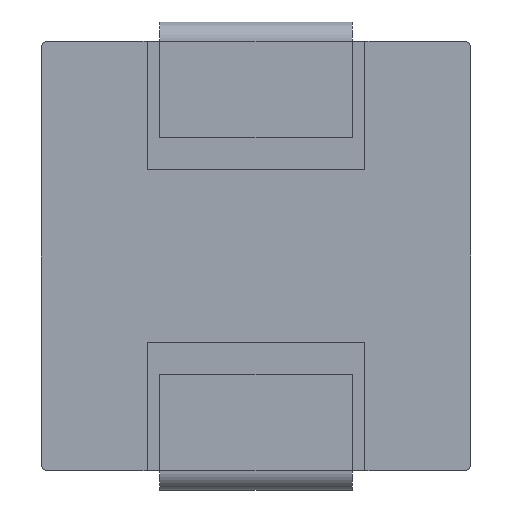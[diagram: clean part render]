
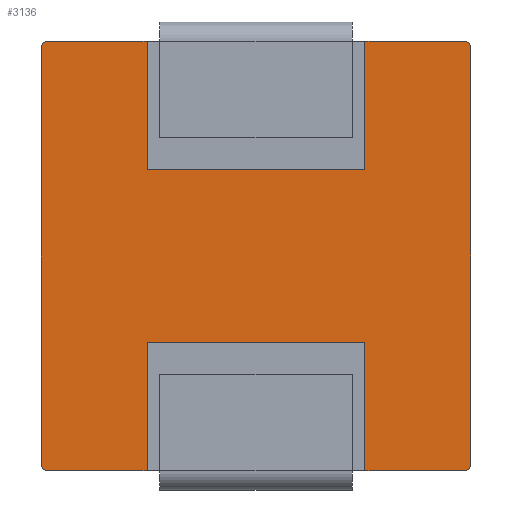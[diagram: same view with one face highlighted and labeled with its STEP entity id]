
A CAD part, front view. The second image highlights one B-rep face of the part: STEP entity #3136.
In plain terms, the highlighted planar face has unit normal (0, -1, 0).
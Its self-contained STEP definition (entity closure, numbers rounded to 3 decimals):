
#3 = EDGE_CURVE ( 'NONE', #366, #356, #875, .T. ) ;
#5 = EDGE_CURVE ( 'NONE', #358, #366, #1548, .T. ) ;
#14 = EDGE_CURVE ( 'NONE', #370, #365, #1521, .T. ) ;
#16 = EDGE_CURVE ( 'NONE', #368, #370, #3282, .T. ) ;
#26 = EDGE_CURVE ( 'NONE', #376, #386, #1485, .T. ) ;
#34 = EDGE_CURVE ( 'NONE', #384, #383, #1461, .T. ) ;
#348 = VERTEX_POINT ( 'NONE', #1234 ) ;
#349 = VERTEX_POINT ( 'NONE', #1233 ) ;
#350 = VERTEX_POINT ( 'NONE', #1232 ) ;
#351 = VERTEX_POINT ( 'NONE', #1239 ) ;
#352 = VERTEX_POINT ( 'NONE', #1238 ) ;
#354 = VERTEX_POINT ( 'NONE', #1230 ) ;
#356 = VERTEX_POINT ( 'NONE', #1224 ) ;
#358 = VERTEX_POINT ( 'NONE', #1222 ) ;
#365 = VERTEX_POINT ( 'NONE', #1215 ) ;
#366 = VERTEX_POINT ( 'NONE', #1214 ) ;
#368 = VERTEX_POINT ( 'NONE', #1212 ) ;
#370 = VERTEX_POINT ( 'NONE', #1210 ) ;
#376 = VERTEX_POINT ( 'NONE', #1204 ) ;
#383 = VERTEX_POINT ( 'NONE', #1197 ) ;
#384 = VERTEX_POINT ( 'NONE', #1194 ) ;
#386 = VERTEX_POINT ( 'NONE', #1196 ) ;
#422 = EDGE_LOOP ( 'NONE', ( #4499, #4501, #4498, #4500, #4502, #4503, #4504, #4506, #4505, #4507, #4509, #4508, #4510, #4511, #4512, #4514 ) ) ;
#875 = CIRCLE ( 'NONE', #1712, 0.1 ) ;
#995 = VECTOR ( 'NONE', #1483, 1000. ) ;
#1194 = CARTESIAN_POINT ( 'NONE',  ( 3.25, 0., -3.35 ) ) ;
#1196 = CARTESIAN_POINT ( 'NONE',  ( -3.25, 0., -3.35 ) ) ;
#1197 = CARTESIAN_POINT ( 'NONE',  ( 1.7, 0., -3.35 ) ) ;
#1204 = CARTESIAN_POINT ( 'NONE',  ( -1.7, 0., -3.35 ) ) ;
#1210 = CARTESIAN_POINT ( 'NONE',  ( -3.25, 0., 3.35 ) ) ;
#1212 = CARTESIAN_POINT ( 'NONE',  ( -3.35, 0., 3.25 ) ) ;
#1214 = CARTESIAN_POINT ( 'NONE',  ( 3.25, 0., 3.35 ) ) ;
#1215 = CARTESIAN_POINT ( 'NONE',  ( -1.7, 0., 3.35 ) ) ;
#1222 = CARTESIAN_POINT ( 'NONE',  ( 1.7, 0., 3.35 ) ) ;
#1224 = CARTESIAN_POINT ( 'NONE',  ( 3.35, 0., 3.25 ) ) ;
#1230 = CARTESIAN_POINT ( 'NONE',  ( 3.35, 0., -3.25 ) ) ;
#1232 = CARTESIAN_POINT ( 'NONE',  ( 1.7, 0., 1.35 ) ) ;
#1233 = CARTESIAN_POINT ( 'NONE',  ( -1.7, 0., 1.35 ) ) ;
#1234 = CARTESIAN_POINT ( 'NONE',  ( -1.7, 0., -1.35 ) ) ;
#1238 = CARTESIAN_POINT ( 'NONE',  ( -3.35, 0., -3.25 ) ) ;
#1239 = CARTESIAN_POINT ( 'NONE',  ( 1.7, 0., -1.35 ) ) ;
#1459 = DIRECTION ( 'NONE',  ( -1., 0., 0. ) ) ;
#1460 = CARTESIAN_POINT ( 'NONE',  ( -3.25, 0., -3.35 ) ) ;
#1461 = LINE ( 'NONE', #1460, #2869 ) ;
#1483 = DIRECTION ( 'NONE',  ( -1., 0., 0. ) ) ;
#1484 = CARTESIAN_POINT ( 'NONE',  ( -3.25, 0., -3.35 ) ) ;
#1485 = LINE ( 'NONE', #1484, #995 ) ;
#1514 = DIRECTION ( 'NONE',  ( 0., 0., -1. ) ) ;
#1515 = DIRECTION ( 'NONE',  ( 0., 1., 0. ) ) ;
#1519 = DIRECTION ( 'NONE',  ( 1., 0., 0. ) ) ;
#1520 = CARTESIAN_POINT ( 'NONE',  ( -3.25, 0., 3.35 ) ) ;
#1521 = LINE ( 'NONE', #1520, #1722 ) ;
#1543 = CARTESIAN_POINT ( 'NONE',  ( -3.25, 0., 3.25 ) ) ;
#1546 = DIRECTION ( 'NONE',  ( 1., 0., 0. ) ) ;
#1547 = CARTESIAN_POINT ( 'NONE',  ( -3.25, 0., 3.35 ) ) ;
#1548 = LINE ( 'NONE', #1547, #1710 ) ;
#1553 = DIRECTION ( 'NONE',  ( 0., 0., 1. ) ) ;
#1554 = DIRECTION ( 'NONE',  ( 0., 1., 0. ) ) ;
#1558 = CARTESIAN_POINT ( 'NONE',  ( 3.25, 0., 3.25 ) ) ;
#1710 = VECTOR ( 'NONE', #1546, 1000. ) ;
#1712 = AXIS2_PLACEMENT_3D ( 'NONE', #1558, #1554, #1553 ) ;
#1722 = VECTOR ( 'NONE', #1519, 1000. ) ;
#1724 = AXIS2_PLACEMENT_3D ( 'NONE', #1543, #1515, #1514 ) ;
#2869 = VECTOR ( 'NONE', #1459, 1000. ) ;
#3112 = EDGE_CURVE ( 'NONE', #351, #348, #4952, .T. ) ;
#3113 = EDGE_CURVE ( 'NONE', #348, #376, #4955, .T. ) ;
#3114 = EDGE_CURVE ( 'NONE', #365, #349, #4958, .T. ) ;
#3115 = EDGE_CURVE ( 'NONE', #349, #350, #4961, .T. ) ;
#3116 = EDGE_CURVE ( 'NONE', #350, #358, #4964, .T. ) ;
#3117 = EDGE_CURVE ( 'NONE', #383, #351, #4967, .T. ) ;
#3118 = EDGE_CURVE ( 'NONE', #352, #368, #4970, .T. ) ;
#3121 = EDGE_CURVE ( 'NONE', #386, #352, #5631, .T. ) ;
#3125 = EDGE_CURVE ( 'NONE', #354, #384, #5634, .T. ) ;
#3126 = EDGE_CURVE ( 'NONE', #356, #354, #4994, .T. ) ;
#3136 = ADVANCED_FACE ( 'NONE', ( #3901 ), #5093, .T. ) ;
#3282 = CIRCLE ( 'NONE', #1724, 0.1 ) ;
#3615 = CARTESIAN_POINT ( 'NONE',  ( -3.25, 0., -3.25 ) ) ;
#3876 = VECTOR ( 'NONE', #4954, 1000. ) ;
#3877 = VECTOR ( 'NONE', #4957, 1000. ) ;
#3878 = VECTOR ( 'NONE', #4960, 1000. ) ;
#3879 = VECTOR ( 'NONE', #4963, 1000. ) ;
#3880 = VECTOR ( 'NONE', #4966, 1000. ) ;
#3881 = VECTOR ( 'NONE', #4969, 1000. ) ;
#3882 = AXIS2_PLACEMENT_3D ( 'NONE', #3615, #4979, #4980 ) ;
#3883 = VECTOR ( 'NONE', #4972, 1000. ) ;
#3885 = AXIS2_PLACEMENT_3D ( 'NONE', #4990, #4991, #4992 ) ;
#3892 = VECTOR ( 'NONE', #4996, 1000. ) ;
#3900 = AXIS2_PLACEMENT_3D ( 'NONE', #5094, #5095, #5096 ) ;
#3901 = FACE_OUTER_BOUND ( 'NONE', #422, .T. ) ;
#4498 = ORIENTED_EDGE ( 'NONE', *, *, #3125, .F. ) ;
#4499 = ORIENTED_EDGE ( 'NONE', *, *, #3117, .F. ) ;
#4500 = ORIENTED_EDGE ( 'NONE', *, *, #3126, .F. ) ;
#4501 = ORIENTED_EDGE ( 'NONE', *, *, #34, .F. ) ;
#4502 = ORIENTED_EDGE ( 'NONE', *, *, #3, .F. ) ;
#4503 = ORIENTED_EDGE ( 'NONE', *, *, #5, .F. ) ;
#4504 = ORIENTED_EDGE ( 'NONE', *, *, #3116, .F. ) ;
#4505 = ORIENTED_EDGE ( 'NONE', *, *, #3114, .F. ) ;
#4506 = ORIENTED_EDGE ( 'NONE', *, *, #3115, .F. ) ;
#4507 = ORIENTED_EDGE ( 'NONE', *, *, #14, .F. ) ;
#4508 = ORIENTED_EDGE ( 'NONE', *, *, #3118, .F. ) ;
#4509 = ORIENTED_EDGE ( 'NONE', *, *, #16, .F. ) ;
#4510 = ORIENTED_EDGE ( 'NONE', *, *, #3121, .F. ) ;
#4511 = ORIENTED_EDGE ( 'NONE', *, *, #26, .F. ) ;
#4512 = ORIENTED_EDGE ( 'NONE', *, *, #3113, .F. ) ;
#4514 = ORIENTED_EDGE ( 'NONE', *, *, #3112, .F. ) ;
#4952 = LINE ( 'NONE', #4953, #3876 ) ;
#4953 = CARTESIAN_POINT ( 'NONE',  ( 1.7, 0., -1.35 ) ) ;
#4954 = DIRECTION ( 'NONE',  ( -1., 0., 0. ) ) ;
#4955 = LINE ( 'NONE', #4956, #3877 ) ;
#4956 = CARTESIAN_POINT ( 'NONE',  ( -1.7, 0., -3.35 ) ) ;
#4957 = DIRECTION ( 'NONE',  ( 0., 0., -1. ) ) ;
#4958 = LINE ( 'NONE', #4959, #3878 ) ;
#4959 = CARTESIAN_POINT ( 'NONE',  ( -1.7, 0., 3.35 ) ) ;
#4960 = DIRECTION ( 'NONE',  ( 0., 0., -1. ) ) ;
#4961 = LINE ( 'NONE', #4962, #3879 ) ;
#4962 = CARTESIAN_POINT ( 'NONE',  ( 1.7, 0., 1.35 ) ) ;
#4963 = DIRECTION ( 'NONE',  ( 1., 0., 0. ) ) ;
#4964 = LINE ( 'NONE', #4965, #3880 ) ;
#4965 = CARTESIAN_POINT ( 'NONE',  ( 1.7, 0., 3.35 ) ) ;
#4966 = DIRECTION ( 'NONE',  ( 0., 0., 1. ) ) ;
#4967 = LINE ( 'NONE', #4968, #3881 ) ;
#4968 = CARTESIAN_POINT ( 'NONE',  ( 1.7, 0., -3.35 ) ) ;
#4969 = DIRECTION ( 'NONE',  ( 0., 0., 1. ) ) ;
#4970 = LINE ( 'NONE', #4971, #3883 ) ;
#4971 = CARTESIAN_POINT ( 'NONE',  ( -3.35, 0., 3.25 ) ) ;
#4972 = DIRECTION ( 'NONE',  ( 0., 0., 1. ) ) ;
#4979 = DIRECTION ( 'NONE',  ( 0., 1., 0. ) ) ;
#4980 = DIRECTION ( 'NONE',  ( 0., 0., -1. ) ) ;
#4990 = CARTESIAN_POINT ( 'NONE',  ( 3.25, 0., -3.25 ) ) ;
#4991 = DIRECTION ( 'NONE',  ( 0., 1., 0. ) ) ;
#4992 = DIRECTION ( 'NONE',  ( 0., 0., -1. ) ) ;
#4994 = LINE ( 'NONE', #4995, #3892 ) ;
#4995 = CARTESIAN_POINT ( 'NONE',  ( 3.35, 0., 3.25 ) ) ;
#4996 = DIRECTION ( 'NONE',  ( 0., 0., -1. ) ) ;
#5093 = PLANE ( 'NONE',  #3900 ) ;
#5094 = CARTESIAN_POINT ( 'NONE',  ( -3.25, 0., 3.25 ) ) ;
#5095 = DIRECTION ( 'NONE',  ( 0., -1., 0. ) ) ;
#5096 = DIRECTION ( 'NONE',  ( 0., 0., -1. ) ) ;
#5631 = CIRCLE ( 'NONE', #3882, 0.1 ) ;
#5634 = CIRCLE ( 'NONE', #3885, 0.1 ) ;
